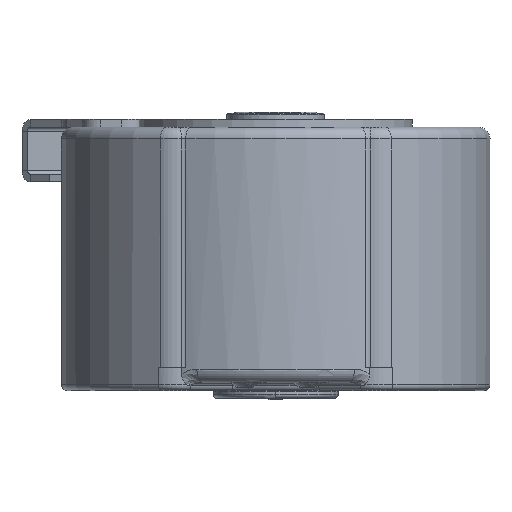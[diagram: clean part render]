
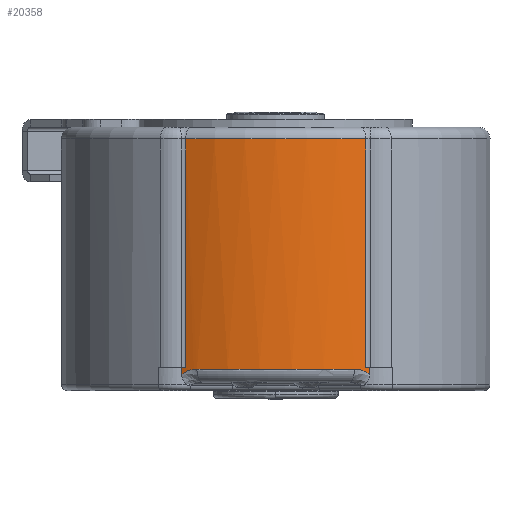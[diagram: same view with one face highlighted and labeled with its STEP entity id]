
A CAD part, front view. The second image highlights one B-rep face of the part: STEP entity #20358.
In plain terms, the highlighted cylindrical face has radius 53 mm (diameter 106 mm), a partial arc.
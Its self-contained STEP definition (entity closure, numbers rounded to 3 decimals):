
#749=CARTESIAN_POINT('',(-24.096,-47.206,
-52.109));
#750=CARTESIAN_POINT('',(-23.783,-47.365,
-51.818));
#751=CARTESIAN_POINT('',(-23.081,-47.716,
-51.32));
#752=CARTESIAN_POINT('',(-21.746,-48.342,
-50.82));
#753=CARTESIAN_POINT('',(-20.74,-48.777,
-50.7));
#754=CARTESIAN_POINT('',(-20.2,-49.,
-50.7));
#809=DIRECTION('',(0.,0.,-1.));
#810=VECTOR('',#809,1.909);
#811=CARTESIAN_POINT('',(-24.096,-47.206,-50.2));
#812=LINE('',#811,#810);
#838=CARTESIAN_POINT('',(0.,0.,-50.2));
#839=DIRECTION('',(0.,0.,-1.));
#840=DIRECTION('',(-0.435,-0.9,0.));
#841=AXIS2_PLACEMENT_3D('',#838,#839,#840);
#852=DIRECTION('',(0.,0.,-1.));
#853=VECTOR('',#852,58.5);
#854=CARTESIAN_POINT('',(23.08,-47.711,8.3));
#855=LINE('',#854,#853);
#856=DIRECTION('',(0.,0.,1.));
#857=VECTOR('',#856,58.5);
#858=CARTESIAN_POINT('',(-23.08,-47.711,-50.2));
#859=LINE('',#858,#857);
#916=CARTESIAN_POINT('',(0.,0.,8.3));
#917=DIRECTION('',(0.,0.,-1.));
#918=DIRECTION('',(0.435,-0.9,0.));
#919=AXIS2_PLACEMENT_3D('',#916,#917,#918);
#13922=CARTESIAN_POINT('',(20.2,-49.,
-50.7));
#13923=CARTESIAN_POINT('',(20.743,-48.776,
-50.7));
#13924=CARTESIAN_POINT('',(21.753,-48.339,
-50.821));
#13925=CARTESIAN_POINT('',(23.09,-47.712,
-51.325));
#13926=CARTESIAN_POINT('',(23.786,-47.364,
-51.82));
#13927=CARTESIAN_POINT('',(24.096,-47.206,
-52.109));
#14407=CARTESIAN_POINT('',(0.,0.,-50.7));
#14408=DIRECTION('',(0.,0.,1.));
#14409=DIRECTION('',(-0.381,-0.925,0.));
#14410=AXIS2_PLACEMENT_3D('',#14407,#14408,#14409);
#14817=DIRECTION('',(0.,0.,1.));
#14818=VECTOR('',#14817,1.909);
#14819=CARTESIAN_POINT('',(24.096,-47.206,
-52.109));
#14820=LINE('',#14819,#14818);
#14826=CARTESIAN_POINT('',(0.,0.,-50.2));
#14827=DIRECTION('',(0.,0.,-1.));
#14828=DIRECTION('',(0.455,-0.891,0.));
#14829=AXIS2_PLACEMENT_3D('',#14826,#14827,#14828);
#16902=CARTESIAN_POINT('',(-23.08,-47.711,8.3));
#16903=VERTEX_POINT('',#16902);
#16904=CARTESIAN_POINT('',(-23.08,-47.711,-50.2));
#16905=VERTEX_POINT('',#16904);
#16908=CARTESIAN_POINT('',(23.08,-47.711,8.3));
#16909=CARTESIAN_POINT('',(23.08,-47.711,-50.2));
#16910=VERTEX_POINT('',#16908);
#16911=VERTEX_POINT('',#16909);
#16912=CARTESIAN_POINT('',(24.096,-47.206,-50.2));
#16913=VERTEX_POINT('',#16912);
#16914=CARTESIAN_POINT('',(24.096,-47.206,
-52.109));
#16915=VERTEX_POINT('',#16914);
#16916=VERTEX_POINT('',#13922);
#16917=CARTESIAN_POINT('',(-20.2,-49.,-50.7));
#16918=VERTEX_POINT('',#16917);
#16919=VERTEX_POINT('',#749);
#16920=CARTESIAN_POINT('',(-24.096,-47.206,-50.2));
#16921=VERTEX_POINT('',#16920);
#20335=CARTESIAN_POINT('',(0.,0.,-54.2));
#20336=DIRECTION('',(0.,0.,1.));
#20337=DIRECTION('',(1.,0.,0.));
#20338=AXIS2_PLACEMENT_3D('',#20335,#20336,#20337);
#20339=CYLINDRICAL_SURFACE('',#20338,53.);
#20341=ORIENTED_EDGE('',*,*,#20340,.T.);
#20343=ORIENTED_EDGE('',*,*,#20342,.F.);
#20345=ORIENTED_EDGE('',*,*,#20344,.F.);
#20347=ORIENTED_EDGE('',*,*,#20346,.F.);
#20349=ORIENTED_EDGE('',*,*,#20348,.F.);
#20350=ORIENTED_EDGE('',*,*,#20236,.F.);
#20351=ORIENTED_EDGE('',*,*,#20280,.F.);
#20352=ORIENTED_EDGE('',*,*,#20300,.F.);
#20353=ORIENTED_EDGE('',*,*,#20326,.T.);
#20355=ORIENTED_EDGE('',*,*,#20354,.F.);
#20356=EDGE_LOOP('',(#20341,#20343,#20345,#20347,#20349,#20350,#20351,#20352,
#20353,#20355));
#20357=FACE_OUTER_BOUND('',#20356,.F.);
#755=B_SPLINE_CURVE_WITH_KNOTS('',3,(#749,#750,#751,#752,#753,#754),
.UNSPECIFIED.,.F.,.F.,(4,1,1,4),(0.,0.333,0.667,1.),
.UNSPECIFIED.);
#842=CIRCLE('',#841,53.);
#920=CIRCLE('',#919,53.);
#13928=B_SPLINE_CURVE_WITH_KNOTS('',3,(#13922,#13923,#13924,#13925,#13926,
#13927),.UNSPECIFIED.,.F.,.F.,(4,1,1,4),(0.,0.333,
0.667,1.),.UNSPECIFIED.);
#14411=CIRCLE('',#14410,53.);
#14830=CIRCLE('',#14829,53.);
#20236=EDGE_CURVE('',#16919,#16918,#755,.T.);
#20280=EDGE_CURVE('',#16921,#16919,#812,.T.);
#20300=EDGE_CURVE('',#16905,#16921,#842,.T.);
#20326=EDGE_CURVE('',#16905,#16903,#859,.T.);
#20340=EDGE_CURVE('',#16910,#16911,#855,.T.);
#20342=EDGE_CURVE('',#16913,#16911,#14830,.T.);
#20344=EDGE_CURVE('',#16915,#16913,#14820,.T.);
#20346=EDGE_CURVE('',#16916,#16915,#13928,.T.);
#20348=EDGE_CURVE('',#16918,#16916,#14411,.T.);
#20354=EDGE_CURVE('',#16910,#16903,#920,.T.);
#20358=ADVANCED_FACE('',(#20357),#20339,.T.);
